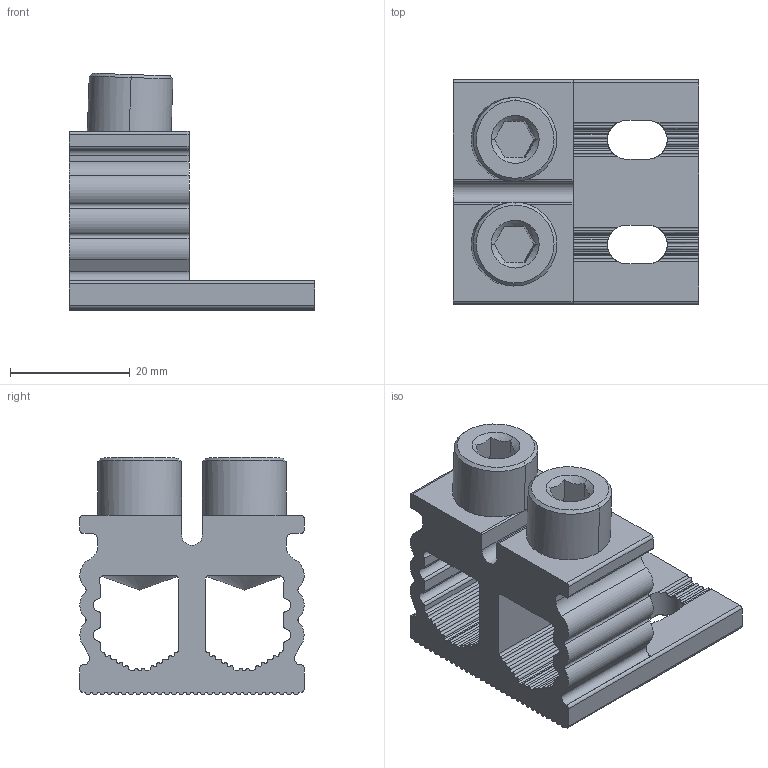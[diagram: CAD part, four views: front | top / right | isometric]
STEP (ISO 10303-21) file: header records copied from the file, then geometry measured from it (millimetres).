
FILE_DESCRIPTION(('Creo Elements/Direct Modeling STEP Export'),'2;1');
FILE_NAME('VC02-0150_OT_2x95_2xM6.stp','2025-08-19T11:23:49',(''),(''),'Creo Elements/Direct Modeling STEP processor for AP214 (Solid Model)','Creo Elements/Direct Modeling 20.6A 14-Oct-2023 (C) Parametric Technology GmbH','');
FILE_SCHEMA(('AUTOMOTIVE_DESIGN { 1 0 10303 214 1 1 1 1 }'));
Length unit declared in the file: millimetre
Products named in the file (1): VC02-0150_OT_2x95_2xM6
Bounding box: 41 x 37.5 x 39.72 mm (x, y, z)
Volume: 19058.1 mm3; surface area: 10163.8 mm2
Topology: 1 solids, 1 shells, 376 faces, 1128 edges, 746 vertices
Faces by surface type: cylinder 212, plane 152, cone 12
Entity records: 13393 total; most frequent: CARTESIAN_POINT 3550, ORIENTED_EDGE 2248, DIRECTION 1914, EDGE_CURVE 1124, VERTEX_POINT 746, AXIS2_PLACEMENT_3D 703, VECTOR 508, LINE 508
